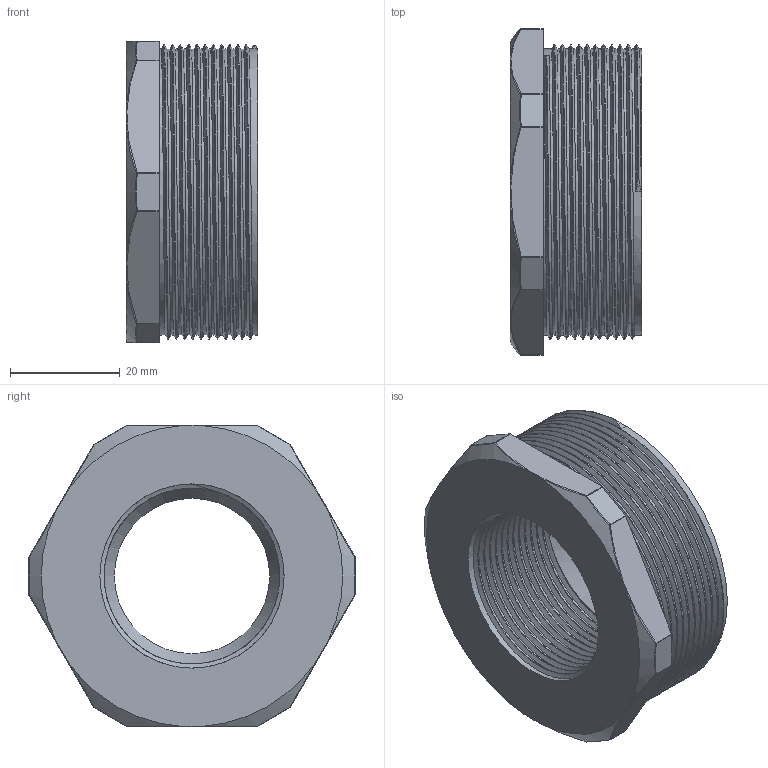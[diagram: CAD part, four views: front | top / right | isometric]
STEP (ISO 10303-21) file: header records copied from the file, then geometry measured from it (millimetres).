
FILE_DESCRIPTION(/* description */ ('Reduzierung sechskant PG 42/PG 29'),/* implementation_level */ '2;1');
FILE_NAME(/* name */ '11084229-RST.stp',/* time_stamp */ '2020-04-29T10:51:44+02:00',/* author */ ('sl'),/* organization */ (''),/* preprocessor_version */ 'ST-DEVELOPER v16.5',/* originating_system */ 'Autodesk Inventor 2017',/* authorisation */ '');
FILE_SCHEMA (('AUTOMOTIVE_DESIGN { 1 0 10303 214 3 1 1 }'));
Length unit declared in the file: millimetre
Products named in the file (1): 11084229
Bounding box: 24 x 59.5 x 55 mm (x, y, z)
Volume: 21054.6 mm3; surface area: 18124.3 mm2
Topology: 1 solids, 1 shells, 99 faces, 250 edges, 157 vertices
Faces by surface type: cylinder 45, plane 21, bspline 16, sphere 8, cone 8, torus 1
Full cylindrical faces by diameter (mm): 28.35 x1, 33.618 x12, 38.74 x1, 47.85 x1, 50.87 x1, 52.248 x11
Entity records: 6887 total; most frequent: CARTESIAN_POINT 5228, ORIENTED_EDGE 340, DIRECTION 316, EDGE_CURVE 170, AXIS2_PLACEMENT_3D 136, VERTEX_POINT 109, EDGE_LOOP 93, FACE_OUTER_BOUND 77
